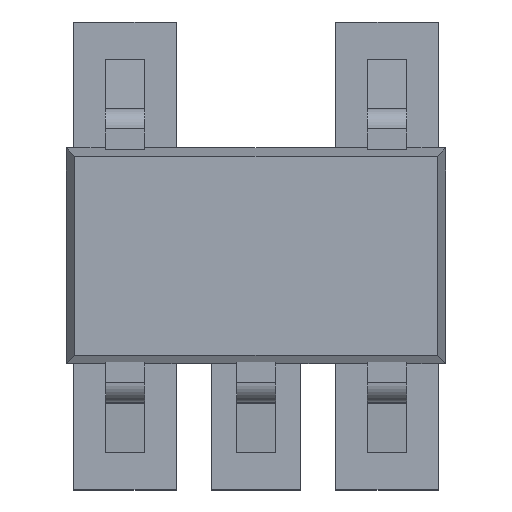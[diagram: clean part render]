
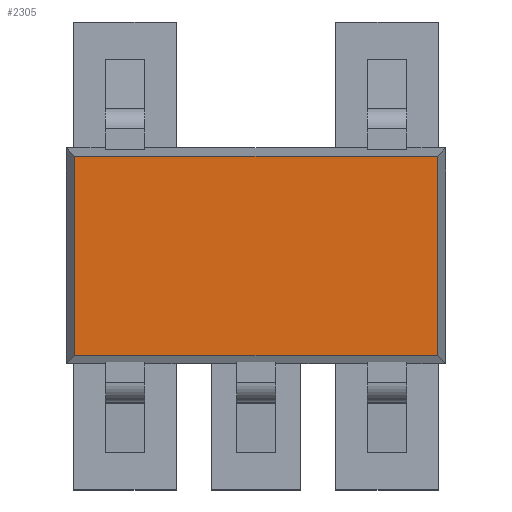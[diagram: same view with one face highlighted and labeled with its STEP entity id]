
A CAD part, top view. The second image highlights one B-rep face of the part: STEP entity #2305.
In plain terms, the highlighted planar face has unit normal (0, 0, 1).
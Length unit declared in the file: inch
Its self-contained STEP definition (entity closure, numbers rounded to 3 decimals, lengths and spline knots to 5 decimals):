
#41 = EDGE_CURVE ( 'NONE', #3213, #3174, #565, .T. ) ;
#60 = ORIENTED_EDGE ( 'NONE', *, *, #2791, .T. ) ;
#165 = VECTOR ( 'NONE', #1230, 39.37008 ) ;
#215 = LINE ( 'NONE', #2283, #165 ) ;
#236 = VECTOR ( 'NONE', #2878, 39.37008 ) ;
#340 = CARTESIAN_POINT ( 'NONE',  ( -0.05459, 0.02998, 0.06009 ) ) ;
#485 = VECTOR ( 'NONE', #2387, 39.37008 ) ;
#565 = LINE ( 'NONE', #1592, #236 ) ;
#626 = VERTEX_POINT ( 'NONE', #3014 ) ;
#805 = DIRECTION ( 'NONE',  ( 0., -1., 0. ) ) ;
#819 = CARTESIAN_POINT ( 'NONE',  ( 0.05459, -0.02998, 0.06009 ) ) ;
#830 = LINE ( 'NONE', #1099, #485 ) ;
#1046 = EDGE_LOOP ( 'NONE', ( #1894, #2990, #1528, #60 ) ) ;
#1068 = VECTOR ( 'NONE', #805, 39.37008 ) ;
#1099 = CARTESIAN_POINT ( 'NONE',  ( 0.05459, 0.02998, 0.06009 ) ) ;
#1100 = FACE_OUTER_BOUND ( 'NONE', #1046, .T. ) ;
#1230 = DIRECTION ( 'NONE',  ( 1., 0., 0. ) ) ;
#1396 = DIRECTION ( 'NONE',  ( 1., 0., 0. ) ) ;
#1528 = ORIENTED_EDGE ( 'NONE', *, *, #2561, .T. ) ;
#1592 = CARTESIAN_POINT ( 'NONE',  ( 0.05459, -0.02998, 0.06009 ) ) ;
#1894 = ORIENTED_EDGE ( 'NONE', *, *, #41, .T. ) ;
#1916 = AXIS2_PLACEMENT_3D ( 'NONE', #2123, #2684, #1396 ) ;
#2123 = CARTESIAN_POINT ( 'NONE',  ( 0., 0., 0.06009 ) ) ;
#2283 = CARTESIAN_POINT ( 'NONE',  ( -0.05459, -0.02998, 0.06009 ) ) ;
#2305 = ADVANCED_FACE ( 'NONE', ( #1100 ), #3193, .T. ) ;
#2387 = DIRECTION ( 'NONE',  ( -1., 0., 0. ) ) ;
#2561 = EDGE_CURVE ( 'NONE', #626, #2830, #2643, .T. ) ;
#2643 = LINE ( 'NONE', #340, #1068 ) ;
#2684 = DIRECTION ( 'NONE',  ( 0., 0., 1. ) ) ;
#2742 = CARTESIAN_POINT ( 'NONE',  ( -0.05459, -0.02998, 0.06009 ) ) ;
#2791 = EDGE_CURVE ( 'NONE', #2830, #3213, #215, .T. ) ;
#2830 = VERTEX_POINT ( 'NONE', #2742 ) ;
#2878 = DIRECTION ( 'NONE',  ( 0., 1., 0. ) ) ;
#2933 = EDGE_CURVE ( 'NONE', #3174, #626, #830, .T. ) ;
#2990 = ORIENTED_EDGE ( 'NONE', *, *, #2933, .T. ) ;
#3014 = CARTESIAN_POINT ( 'NONE',  ( -0.05459, 0.02998, 0.06009 ) ) ;
#3089 = CARTESIAN_POINT ( 'NONE',  ( 0.05459, 0.02998, 0.06009 ) ) ;
#3174 = VERTEX_POINT ( 'NONE', #3089 ) ;
#3193 = PLANE ( 'NONE',  #1916 ) ;
#3213 = VERTEX_POINT ( 'NONE', #819 ) ;
